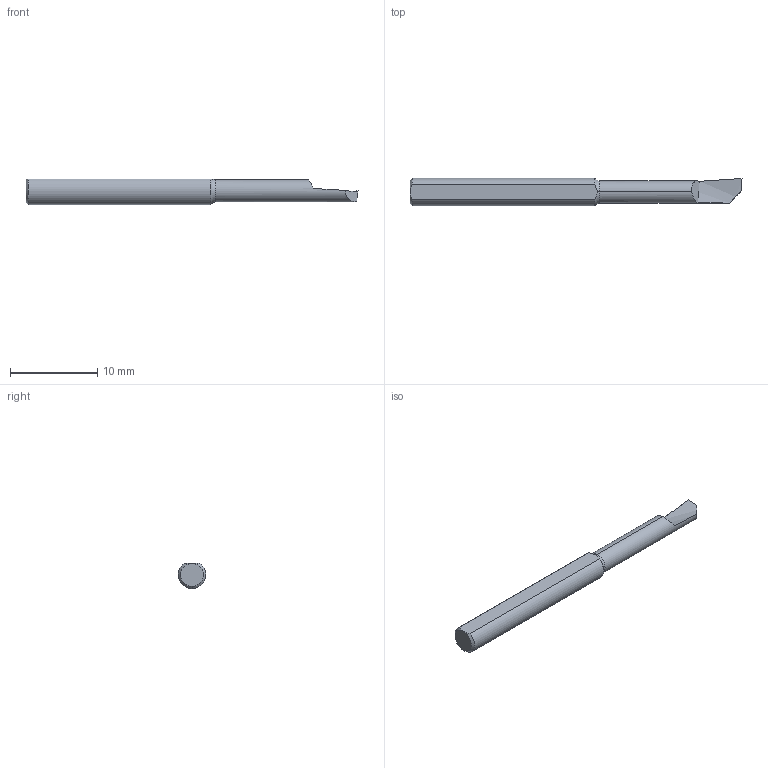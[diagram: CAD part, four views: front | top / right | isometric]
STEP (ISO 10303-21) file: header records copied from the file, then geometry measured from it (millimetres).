
FILE_DESCRIPTION (( 'STEP AP203' ), '1' );
FILE_NAME ('215907-HB120F.STEP', '2024-07-26T18:50:35', ( '' ), ( '' ), 'SwSTEP 2.0', 'SolidWorks 2024', '' );
FILE_SCHEMA (( 'CONFIG_CONTROL_DESIGN' ));
Length unit declared in the file: inch
Products named in the file (1): 215907-HB120F
Bounding box: 38.1 x 3.17 x 2.91 mm (x, y, z)
Volume: 230.6 mm3; surface area: 345.6 mm2
Topology: 1 solids, 1 shells, 19 faces, 48 edges, 31 vertices
Faces by surface type: plane 7, bspline 5, cylinder 3, torus 2, cone 2
Entity records: 786 total; most frequent: CARTESIAN_POINT 310, ORIENTED_EDGE 96, DIRECTION 64, EDGE_CURVE 48, VERTEX_POINT 31, AXIS2_PLACEMENT_3D 28, B_SPLINE_CURVE_WITH_KNOTS 22, FACE_OUTER_BOUND 19
